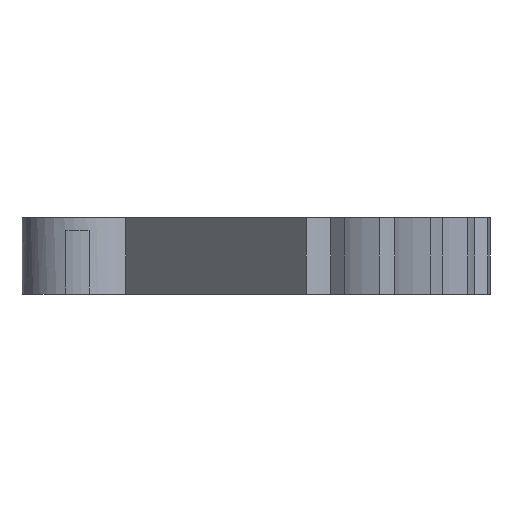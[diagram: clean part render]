
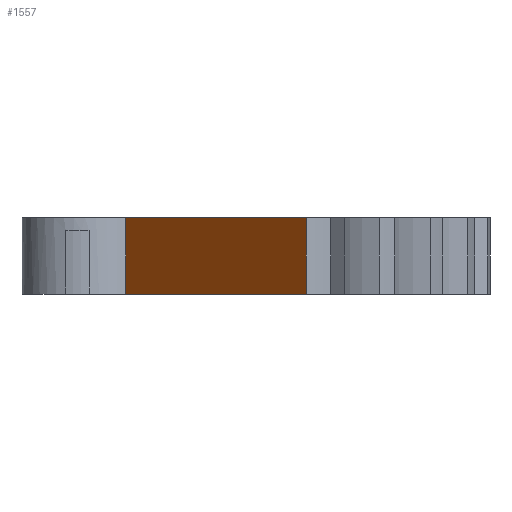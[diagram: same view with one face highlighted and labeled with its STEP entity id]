
A CAD part, left-side view. The second image highlights one B-rep face of the part: STEP entity #1557.
In plain terms, the highlighted planar face has unit normal (-0.634, 0.774, 0).
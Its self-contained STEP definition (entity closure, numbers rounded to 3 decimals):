
#66=FACE_OUTER_BOUND('',#153,.T.);
#153=EDGE_LOOP('',(#1103,#1104,#1105,#1106));
#360=LINE('',#2135,#483);
#381=LINE('',#6855,#504);
#382=LINE('',#6856,#505);
#383=LINE('',#6857,#506);
#483=VECTOR('',#1774,10.);
#504=VECTOR('',#1851,10.);
#505=VECTOR('',#1852,10.);
#506=VECTOR('',#1853,10.);
#606=VERTEX_POINT('',#2133);
#607=VERTEX_POINT('',#2134);
#687=VERTEX_POINT('',#6853);
#688=VERTEX_POINT('',#6854);
#772=EDGE_CURVE('',#606,#607,#360,.T.);
#854=EDGE_CURVE('',#687,#688,#381,.T.);
#855=EDGE_CURVE('',#607,#687,#382,.T.);
#856=EDGE_CURVE('',#688,#606,#383,.T.);
#1103=ORIENTED_EDGE('',*,*,#854,.F.);
#1104=ORIENTED_EDGE('',*,*,#855,.F.);
#1105=ORIENTED_EDGE('',*,*,#772,.F.);
#1106=ORIENTED_EDGE('',*,*,#856,.F.);
#1515=PLANE('',#1680);
#1557=ADVANCED_FACE('',(#66),#1515,.F.);
#1680=AXIS2_PLACEMENT_3D('',#6852,#1849,#1850);
#1774=DIRECTION('',(-0.774,-0.634,0.));
#1849=DIRECTION('center_axis',(0.634,-0.774,0.));
#1850=DIRECTION('ref_axis',(0.774,0.634,0.));
#1851=DIRECTION('',(0.774,0.634,0.));
#1852=DIRECTION('',(0.,0.,-1.));
#1853=DIRECTION('',(0.,0.,1.));
#2133=CARTESIAN_POINT('',(-3.868,-3.168,6.));
#2134=CARTESIAN_POINT('',(-21.275,-17.425,6.));
#2135=CARTESIAN_POINT('',(-10.638,-8.712,6.));
#6852=CARTESIAN_POINT('Origin',(-21.275,-17.425,0.));
#6853=CARTESIAN_POINT('',(-21.275,-17.425,0.));
#6854=CARTESIAN_POINT('',(-3.868,-3.168,0.));
#6855=CARTESIAN_POINT('',(-10.638,-8.712,0.));
#6856=CARTESIAN_POINT('',(-21.275,-17.425,0.));
#6857=CARTESIAN_POINT('',(-3.868,-3.168,5.));
